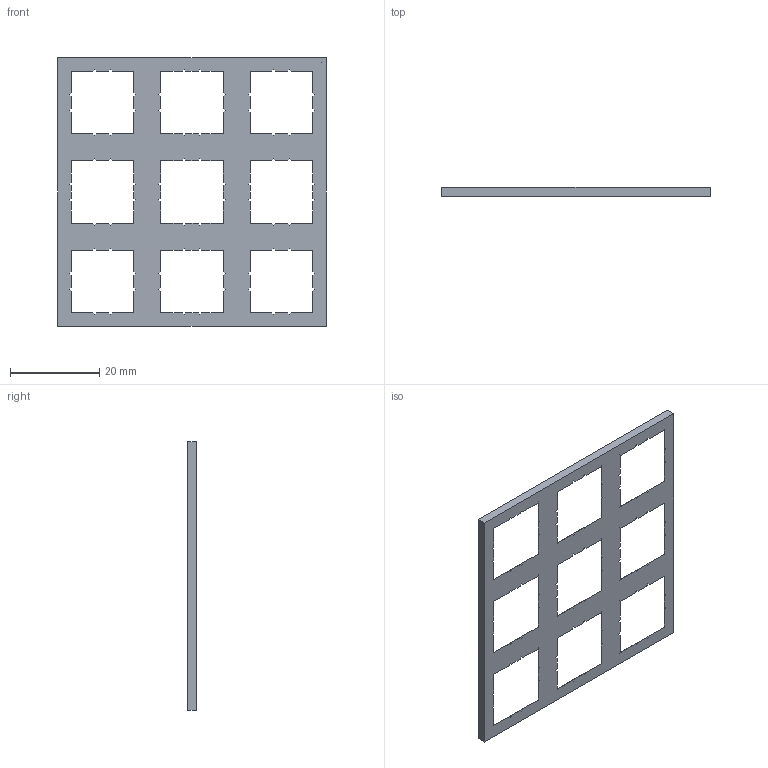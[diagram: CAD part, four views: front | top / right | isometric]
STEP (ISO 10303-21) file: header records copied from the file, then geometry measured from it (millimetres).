
FILE_DESCRIPTION (( 'STEP AP214' ), '1' );
FILE_NAME ('Prototype 1 - base layer 2.STEP', '2025-10-05T08:24:33', ( '' ), ( '' ), 'SwSTEP 2.0', 'SolidWorks 2025', '' );
FILE_SCHEMA (( 'AUTOMOTIVE_DESIGN' ));
Length unit declared in the file: millimetre
Products named in the file (1): Prototype 1 - base layer 2
Bounding box: 60 x 2 x 60 mm (x, y, z)
Volume: 2566.2 mm3; surface area: 4616.2 mm2
Topology: 1 solids, 1 shells, 186 faces, 552 edges, 368 vertices
Faces by surface type: plane 186
Entity records: 6155 total; most frequent: CARTESIAN_POINT 1107, ORIENTED_EDGE 1104, DIRECTION 926, LINE 552, EDGE_CURVE 552, VECTOR 552, VERTEX_POINT 368, EDGE_LOOP 204
